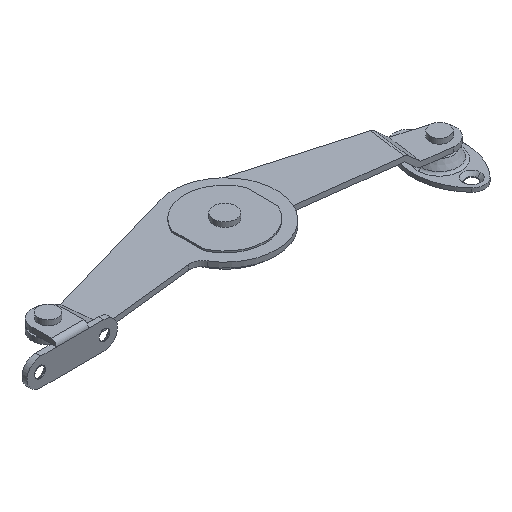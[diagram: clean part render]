
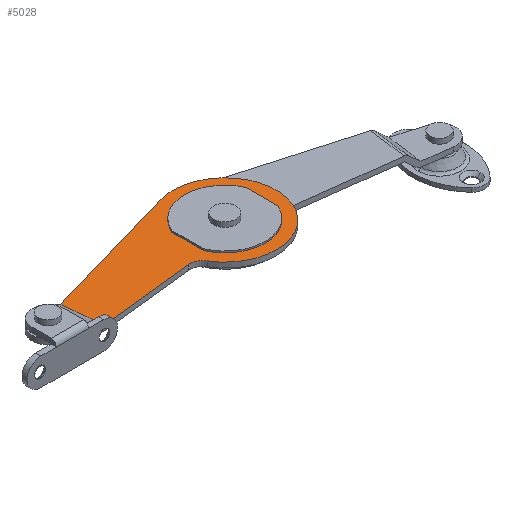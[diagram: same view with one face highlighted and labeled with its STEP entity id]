
A CAD part, isometric view. The second image highlights one B-rep face of the part: STEP entity #5028.
In plain terms, the highlighted planar face has unit normal (0, 0, 1).
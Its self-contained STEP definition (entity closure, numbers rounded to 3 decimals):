
#786 = CARTESIAN_POINT ( 'NONE',  ( 11.5, 4.899, 1.6 ) ) ;
#787 = CARTESIAN_POINT ( 'NONE',  ( 11.5, -4.899, 1.6 ) ) ;
#794 = CARTESIAN_POINT ( 'NONE',  ( -13.721, -8.229, 1.6 ) ) ;
#801 = CARTESIAN_POINT ( 'NONE',  ( -17.587, -6.31, 1.6 ) ) ;
#819 = CARTESIAN_POINT ( 'NONE',  ( -11.5, 4.899, 1.6 ) ) ;
#826 = CARTESIAN_POINT ( 'NONE',  ( -4.419, 15.378, 1.6 ) ) ;
#828 = CARTESIAN_POINT ( 'NONE',  ( -46.828, -9.511, 1.6 ) ) ;
#836 = CARTESIAN_POINT ( 'NONE',  ( -11.5, -4.899, 1.6 ) ) ;
#843 = CARTESIAN_POINT ( 'NONE',  ( -48.19, 2.798, 1.6 ) ) ;
#1503 = ORIENTED_EDGE ( 'NONE', *, *, #5074, .F. ) ;
#1504 = ORIENTED_EDGE ( 'NONE', *, *, #5073, .F. ) ;
#1505 = ORIENTED_EDGE ( 'NONE', *, *, #5075, .T. ) ;
#1506 = ORIENTED_EDGE ( 'NONE', *, *, #5068, .F. ) ;
#1507 = ORIENTED_EDGE ( 'NONE', *, *, #5089, .F. ) ;
#1508 = ORIENTED_EDGE ( 'NONE', *, *, #5094, .F. ) ;
#1509 = ORIENTED_EDGE ( 'NONE', *, *, #5119, .F. ) ;
#1510 = ORIENTED_EDGE ( 'NONE', *, *, #5067, .F. ) ;
#1511 = ORIENTED_EDGE ( 'NONE', *, *, #5120, .F. ) ;
#1996 = CIRCLE ( 'NONE', #3298, 12.5 ) ;
#1999 = CIRCLE ( 'NONE', #3316, 4. ) ;
#2000 = CIRCLE ( 'NONE', #3312, 16. ) ;
#2022 = CIRCLE ( 'NONE', #3359, 12.5 ) ;
#2275 = EDGE_LOOP ( 'NONE', ( #1508, #1510, #1509, #1511 ) ) ;
#2314 = EDGE_LOOP ( 'NONE', ( #1503, #1505, #1504, #1506, #1507 ) ) ;
#2438 = VERTEX_POINT ( 'NONE', #786 ) ;
#2439 = VERTEX_POINT ( 'NONE', #787 ) ;
#2446 = VERTEX_POINT ( 'NONE', #794 ) ;
#2453 = VERTEX_POINT ( 'NONE', #801 ) ;
#2471 = VERTEX_POINT ( 'NONE', #819 ) ;
#2478 = VERTEX_POINT ( 'NONE', #826 ) ;
#2480 = VERTEX_POINT ( 'NONE', #828 ) ;
#2488 = VERTEX_POINT ( 'NONE', #836 ) ;
#2495 = VERTEX_POINT ( 'NONE', #843 ) ;
#3241 = FACE_OUTER_BOUND ( 'NONE', #2314, .T. ) ;
#3248 = FACE_BOUND ( 'NONE', #2275, .T. ) ;
#3249 = AXIS2_PLACEMENT_3D ( 'NONE', #3615, #3616, #3617 ) ;
#3298 = AXIS2_PLACEMENT_3D ( 'NONE', #3734, #3741, #3742 ) ;
#3308 = VECTOR ( 'NONE', #3746, 1000. ) ;
#3312 = AXIS2_PLACEMENT_3D ( 'NONE', #3758, #3759, #3760 ) ;
#3316 = AXIS2_PLACEMENT_3D ( 'NONE', #3761, #3765, #3766 ) ;
#3317 = VECTOR ( 'NONE', #3764, 1000. ) ;
#3330 = VECTOR ( 'NONE', #3810, 1000. ) ;
#3336 = VECTOR ( 'NONE', #3825, 1000. ) ;
#3359 = AXIS2_PLACEMENT_3D ( 'NONE', #3898, #3902, #3903 ) ;
#3363 = VECTOR ( 'NONE', #3901, 1000. ) ;
#3614 = PLANE ( 'NONE',  #3249 ) ;
#3615 = CARTESIAN_POINT ( 'NONE',  ( 22.078, -17.679, 1.6 ) ) ;
#3616 = DIRECTION ( 'NONE',  ( 0., 0., 1. ) ) ;
#3617 = DIRECTION ( 'NONE',  ( 1., 0., 0. ) ) ;
#3734 = CARTESIAN_POINT ( 'NONE',  ( 0., 0., 1.6 ) ) ;
#3741 = DIRECTION ( 'NONE',  ( 0., 0., 1. ) ) ;
#3742 = DIRECTION ( 'NONE',  ( 1., 0., 0. ) ) ;
#3744 = LINE ( 'NONE', #3745, #3308 ) ;
#3745 = CARTESIAN_POINT ( 'NONE',  ( 11.281, 19.89, 1.6 ) ) ;
#3746 = DIRECTION ( 'NONE',  ( 0.961, 0.276, 0. ) ) ;
#3758 = CARTESIAN_POINT ( 'NONE',  ( 0., 0., 1.6 ) ) ;
#3759 = DIRECTION ( 'NONE',  ( 0., 0., -1. ) ) ;
#3760 = DIRECTION ( 'NONE',  ( 1., 0., 0. ) ) ;
#3761 = CARTESIAN_POINT ( 'NONE',  ( -17.152, -10.287, 1.6 ) ) ;
#3762 = LINE ( 'NONE', #3763, #3317 ) ;
#3763 = CARTESIAN_POINT ( 'NONE',  ( 20.379, -2.155, 1.6 ) ) ;
#3764 = DIRECTION ( 'NONE',  ( -0.994, -0.109, 0. ) ) ;
#3765 = DIRECTION ( 'NONE',  ( 0., 0., -1. ) ) ;
#3766 = DIRECTION ( 'NONE',  ( 1., 0., 0. ) ) ;
#3808 = LINE ( 'NONE', #3809, #3330 ) ;
#3809 = CARTESIAN_POINT ( 'NONE',  ( -45.102, -25.112, 1.6 ) ) ;
#3810 = DIRECTION ( 'NONE',  ( -0.11, 0.994, 0. ) ) ;
#3823 = LINE ( 'NONE', #3824, #3336 ) ;
#3824 = CARTESIAN_POINT ( 'NONE',  ( 11.5, 4.899, 1.6 ) ) ;
#3825 = DIRECTION ( 'NONE',  ( 0., 1., 0. ) ) ;
#3898 = CARTESIAN_POINT ( 'NONE',  ( 0., 0., 1.6 ) ) ;
#3899 = LINE ( 'NONE', #3900, #3363 ) ;
#3900 = CARTESIAN_POINT ( 'NONE',  ( -11.5, 4.899, 1.6 ) ) ;
#3901 = DIRECTION ( 'NONE',  ( 0., -1., 0. ) ) ;
#3902 = DIRECTION ( 'NONE',  ( 0., 0., 1. ) ) ;
#3903 = DIRECTION ( 'NONE',  ( 1., 0., 0. ) ) ;
#5028 = ADVANCED_FACE ( 'NONE', ( #3241, #3248 ), #3614, .T. ) ;
#5067 = EDGE_CURVE ( 'NONE', #2488, #2439, #1996, .T. ) ;
#5068 = EDGE_CURVE ( 'NONE', #2495, #2478, #3744, .T. ) ;
#5073 = EDGE_CURVE ( 'NONE', #2478, #2446, #2000, .T. ) ;
#5074 = EDGE_CURVE ( 'NONE', #2453, #2480, #3762, .T. ) ;
#5075 = EDGE_CURVE ( 'NONE', #2453, #2446, #1999, .T. ) ;
#5089 = EDGE_CURVE ( 'NONE', #2480, #2495, #3808, .T. ) ;
#5094 = EDGE_CURVE ( 'NONE', #2439, #2438, #3823, .T. ) ;
#5119 = EDGE_CURVE ( 'NONE', #2471, #2488, #3899, .T. ) ;
#5120 = EDGE_CURVE ( 'NONE', #2438, #2471, #2022, .T. ) ;
